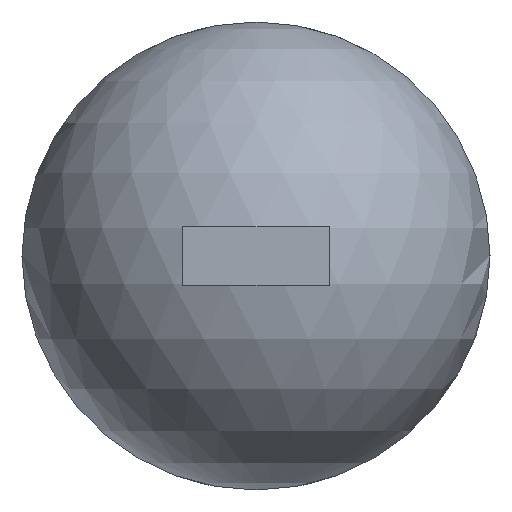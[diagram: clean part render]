
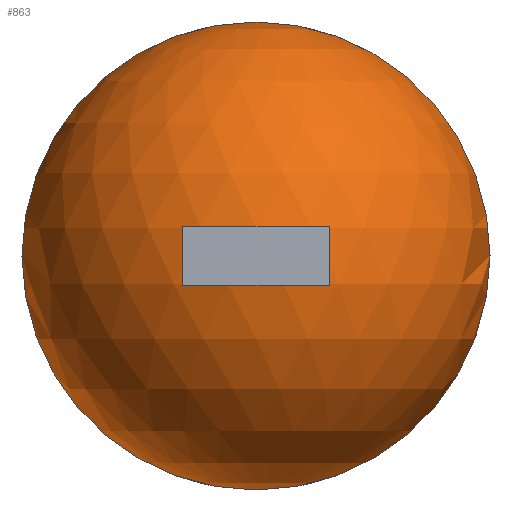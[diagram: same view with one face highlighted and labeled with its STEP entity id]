
A CAD part, left-side view. The second image highlights one B-rep face of the part: STEP entity #863.
In plain terms, the highlighted spherical face has radius 0.8 mm.
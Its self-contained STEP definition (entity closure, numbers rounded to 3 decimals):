
#736 = VERTEX_POINT('',#737);
#737 = CARTESIAN_POINT('',(0.,0.,-0.8)
  );
#746 = CYLINDRICAL_SURFACE('',#747,0.8);
#747 = AXIS2_PLACEMENT_3D('',#748,#749,#750);
#748 = CARTESIAN_POINT('',(0.,0.,0.));
#749 = DIRECTION('',(1.,0.,0.));
#750 = DIRECTION('',(0.,0.,-1.));
#815 = EDGE_CURVE('',#736,#816,#818,.T.);
#816 = VERTEX_POINT('',#817);
#817 = CARTESIAN_POINT('',(0.,0.,0.8)
  );
#818 = SURFACE_CURVE('',#819,(#824,#831),.PCURVE_S1.);
#819 = CIRCLE('',#820,0.8);
#820 = AXIS2_PLACEMENT_3D('',#821,#822,#823);
#821 = CARTESIAN_POINT('',(0.,0.,0.));
#822 = DIRECTION('',(1.,-0.,0.));
#823 = DIRECTION('',(0.,0.,-1.));
#824 = PCURVE('',#746,#825);
#825 = DEFINITIONAL_REPRESENTATION('',(#826),#830);
#826 = LINE('',#827,#828);
#827 = CARTESIAN_POINT('',(0.,0.));
#828 = VECTOR('',#829,1.);
#829 = DIRECTION('',(1.,0.));
#830 = ( GEOMETRIC_REPRESENTATION_CONTEXT(2) 
PARAMETRIC_REPRESENTATION_CONTEXT() REPRESENTATION_CONTEXT('2D SPACE',''
  ) );
#831 = PCURVE('',#832,#837);
#832 = SPHERICAL_SURFACE('',#833,0.8);
#833 = AXIS2_PLACEMENT_3D('',#834,#835,#836);
#834 = CARTESIAN_POINT('',(0.,0.,0.));
#835 = DIRECTION('',(0.,0.,1.));
#836 = DIRECTION('',(0.,1.,0.));
#837 = DEFINITIONAL_REPRESENTATION('',(#838),#841);
#838 = B_SPLINE_CURVE_WITH_KNOTS('',1,(#839,#840),.UNSPECIFIED.,.F.,.F.,
  (2,2),(0.,3.142),.PIECEWISE_BEZIER_KNOTS.);
#839 = CARTESIAN_POINT('',(0.,-1.571));
#840 = CARTESIAN_POINT('',(0.,1.571));
#841 = ( GEOMETRIC_REPRESENTATION_CONTEXT(2) 
PARAMETRIC_REPRESENTATION_CONTEXT() REPRESENTATION_CONTEXT('2D SPACE',''
  ) );
#843 = EDGE_CURVE('',#816,#736,#844,.T.);
#844 = SURFACE_CURVE('',#845,(#850,#857),.PCURVE_S1.);
#845 = CIRCLE('',#846,0.8);
#846 = AXIS2_PLACEMENT_3D('',#847,#848,#849);
#847 = CARTESIAN_POINT('',(0.,0.,0.));
#848 = DIRECTION('',(1.,-0.,0.));
#849 = DIRECTION('',(0.,0.,-1.));
#850 = PCURVE('',#746,#851);
#851 = DEFINITIONAL_REPRESENTATION('',(#852),#856);
#852 = LINE('',#853,#854);
#853 = CARTESIAN_POINT('',(0.,0.));
#854 = VECTOR('',#855,1.);
#855 = DIRECTION('',(1.,0.));
#856 = ( GEOMETRIC_REPRESENTATION_CONTEXT(2) 
PARAMETRIC_REPRESENTATION_CONTEXT() REPRESENTATION_CONTEXT('2D SPACE',''
  ) );
#857 = PCURVE('',#832,#858);
#858 = DEFINITIONAL_REPRESENTATION('',(#859),#862);
#859 = B_SPLINE_CURVE_WITH_KNOTS('',1,(#860,#861),.UNSPECIFIED.,.F.,.F.,
  (2,2),(3.142,6.283),.PIECEWISE_BEZIER_KNOTS.);
#860 = CARTESIAN_POINT('',(3.142,1.571));
#861 = CARTESIAN_POINT('',(3.142,-1.571));
#862 = ( GEOMETRIC_REPRESENTATION_CONTEXT(2) 
PARAMETRIC_REPRESENTATION_CONTEXT() REPRESENTATION_CONTEXT('2D SPACE',''
  ) );
#863 = ADVANCED_FACE('',(#864),#832,.T.);
#864 = FACE_BOUND('',#865,.T.);
#865 = EDGE_LOOP('',(#866,#867));
#866 = ORIENTED_EDGE('',*,*,#815,.F.);
#867 = ORIENTED_EDGE('',*,*,#843,.F.);
